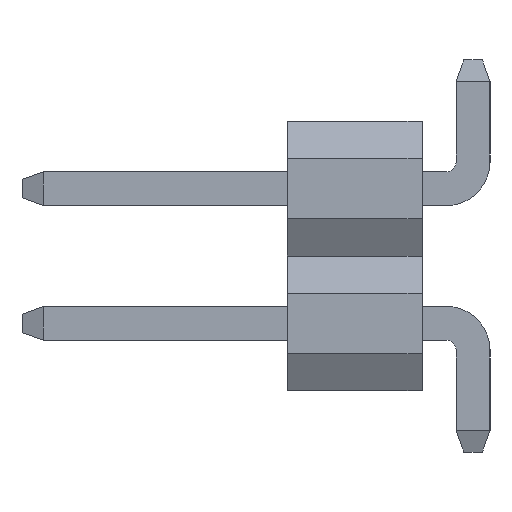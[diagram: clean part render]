
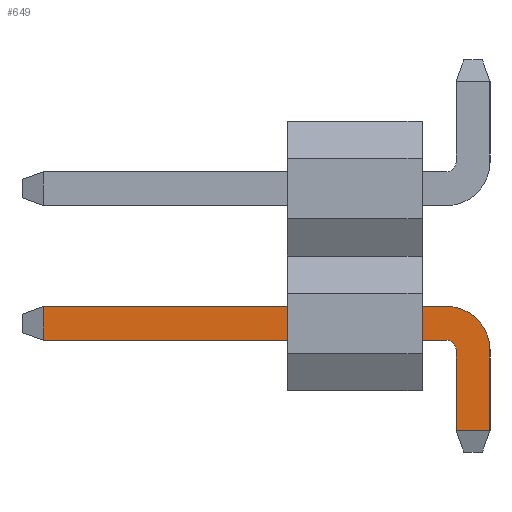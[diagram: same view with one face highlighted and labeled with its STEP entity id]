
A CAD part, left-side view. The second image highlights one B-rep face of the part: STEP entity #649.
In plain terms, the highlighted planar face has unit normal (-1, 0, 0).
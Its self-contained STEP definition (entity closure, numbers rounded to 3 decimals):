
#176=CIRCLE('',#693,0.82);
#177=CIRCLE('',#695,0.18);
#185=FACE_OUTER_BOUND('',#213,.T.);
#213=EDGE_LOOP('',(#477,#478,#479,#480,#481,#482,#483,#484));
#239=LINE('',#978,#299);
#241=LINE('',#983,#301);
#247=LINE('',#1003,#307);
#248=LINE('',#1005,#308);
#249=LINE('',#1006,#309);
#250=LINE('',#1007,#310);
#299=VECTOR('',#769,1000.);
#301=VECTOR('',#773,1000.);
#307=VECTOR('',#793,1000.);
#308=VECTOR('',#794,1000.);
#309=VECTOR('',#795,1000.);
#310=VECTOR('',#796,1000.);
#359=VERTEX_POINT('',#975);
#360=VERTEX_POINT('',#977);
#361=VERTEX_POINT('',#981);
#362=VERTEX_POINT('',#982);
#365=VERTEX_POINT('',#990);
#368=VERTEX_POINT('',#997);
#369=VERTEX_POINT('',#1002);
#370=VERTEX_POINT('',#1004);
#399=EDGE_CURVE('',#360,#359,#239,.T.);
#401=EDGE_CURVE('',#361,#362,#241,.T.);
#407=EDGE_CURVE('',#365,#360,#176,.T.);
#409=EDGE_CURVE('',#368,#361,#177,.T.);
#411=EDGE_CURVE('',#368,#369,#247,.T.);
#412=EDGE_CURVE('',#369,#370,#248,.T.);
#413=EDGE_CURVE('',#365,#370,#249,.T.);
#414=EDGE_CURVE('',#359,#362,#250,.T.);
#477=ORIENTED_EDGE('',*,*,#411,.T.);
#478=ORIENTED_EDGE('',*,*,#412,.T.);
#479=ORIENTED_EDGE('',*,*,#413,.F.);
#480=ORIENTED_EDGE('',*,*,#407,.T.);
#481=ORIENTED_EDGE('',*,*,#399,.T.);
#482=ORIENTED_EDGE('',*,*,#414,.T.);
#483=ORIENTED_EDGE('',*,*,#401,.F.);
#484=ORIENTED_EDGE('',*,*,#409,.F.);
#591=PLANE('',#697);
#649=ADVANCED_FACE('',(#185),#591,.F.);
#693=AXIS2_PLACEMENT_3D('',#994,#782,#783);
#695=AXIS2_PLACEMENT_3D('',#999,#787,#788);
#697=AXIS2_PLACEMENT_3D('',#1001,#791,#792);
#769=DIRECTION('',(0.,1.,0.));
#773=DIRECTION('',(0.,1.,0.));
#782=DIRECTION('center_axis',(-1.,0.,0.));
#783=DIRECTION('ref_axis',(0.,0.,1.));
#787=DIRECTION('center_axis',(-1.,0.,0.));
#788=DIRECTION('ref_axis',(0.,0.,1.));
#791=DIRECTION('center_axis',(1.,0.,0.));
#792=DIRECTION('ref_axis',(0.,1.,0.));
#793=DIRECTION('',(0.,0.,-1.));
#794=DIRECTION('',(0.,-1.,0.));
#795=DIRECTION('',(0.,0.,-1.));
#796=DIRECTION('',(0.,0.,-1.));
#975=CARTESIAN_POINT('',(-0.32,2.74,2.744));
#977=CARTESIAN_POINT('',(-0.32,-4.86,2.744));
#978=CARTESIAN_POINT('',(-0.32,-4.86,2.744));
#981=CARTESIAN_POINT('',(-0.32,-4.86,2.104));
#982=CARTESIAN_POINT('',(-0.32,2.74,2.104));
#983=CARTESIAN_POINT('',(-0.32,-4.86,2.104));
#990=CARTESIAN_POINT('',(-0.32,-5.68,1.924));
#994=CARTESIAN_POINT('Origin',(-0.32,-4.86,1.924));
#997=CARTESIAN_POINT('',(-0.32,-5.04,1.924));
#999=CARTESIAN_POINT('Origin',(-0.32,-4.86,1.924));
#1001=CARTESIAN_POINT('Origin',(-0.32,-5.04,1.924));
#1002=CARTESIAN_POINT('',(-0.32,-5.04,0.4));
#1003=CARTESIAN_POINT('',(-0.32,-5.04,1.924));
#1004=CARTESIAN_POINT('',(-0.32,-5.68,0.4));
#1005=CARTESIAN_POINT('',(-0.32,-5.68,0.4));
#1006=CARTESIAN_POINT('',(-0.32,-5.68,1.924));
#1007=CARTESIAN_POINT('',(-0.32,2.74,1.924));
